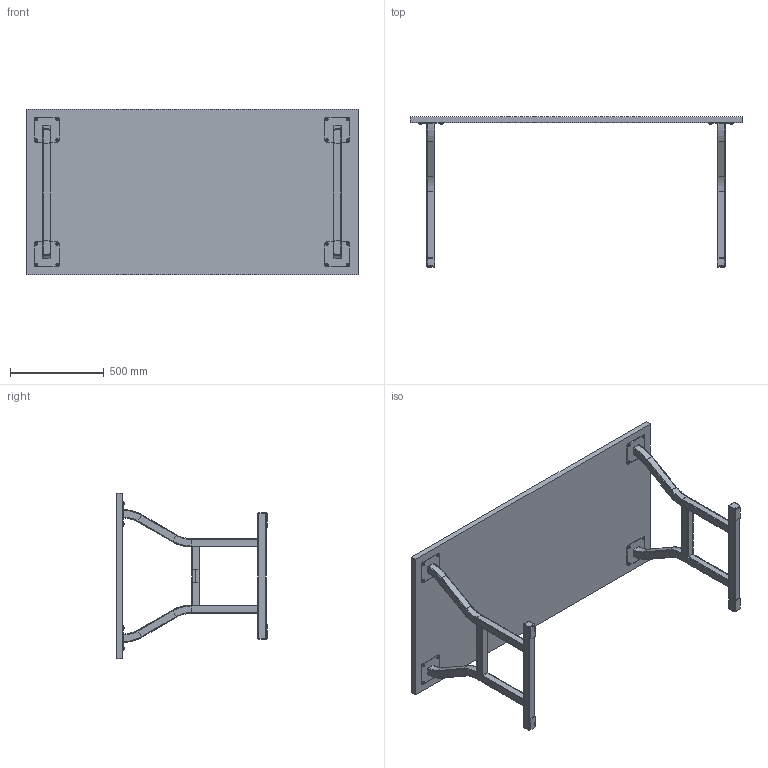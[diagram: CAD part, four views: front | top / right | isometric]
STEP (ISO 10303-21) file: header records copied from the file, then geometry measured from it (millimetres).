
FILE_DESCRIPTION(('FreeCAD Model'),'2;1');
FILE_NAME('Open CASCADE Shape Model','2025-05-28T12:49:19',('FreeCAD'),( 'FreeCAD'),'Open CASCADE STEP processor 7.6','FreeCAD','Unknown');
FILE_SCHEMA(('AUTOMOTIVE_DESIGN { 1 0 10303 214 1 1 1 1 }'));
Products named in the file (1): Open CASCADE STEP translator 7.6 1
Bounding box: 1769.15 x 802.75 x 884.57 mm (x, y, z)
Volume: 50571950.6 mm3; surface area: 5150589.9 mm2
Topology: 53 solids, 53 shells, 1562 faces, 3504 edges, 2056 vertices
Faces by surface type: bspline 1562
Entity records: 51194 total; most frequent: CARTESIAN_POINT 31121, ORIENTED_EDGE 6944, EDGE_CURVE 3472, VERTEX_POINT 2056, B_SPLINE_CURVE_WITH_KNOTS 1984, FACE_BOUND 1682, EDGE_LOOP 1682, ADVANCED_FACE 1562
